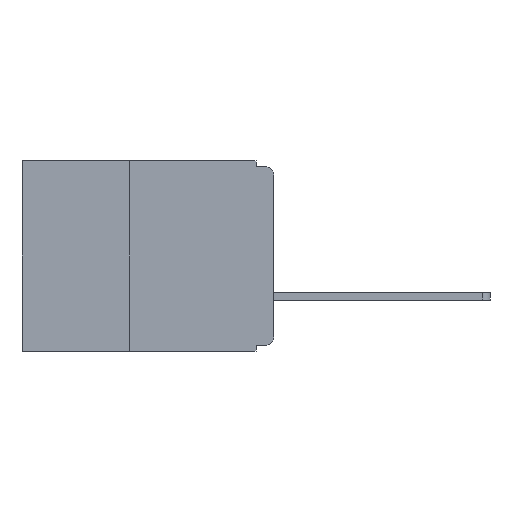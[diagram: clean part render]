
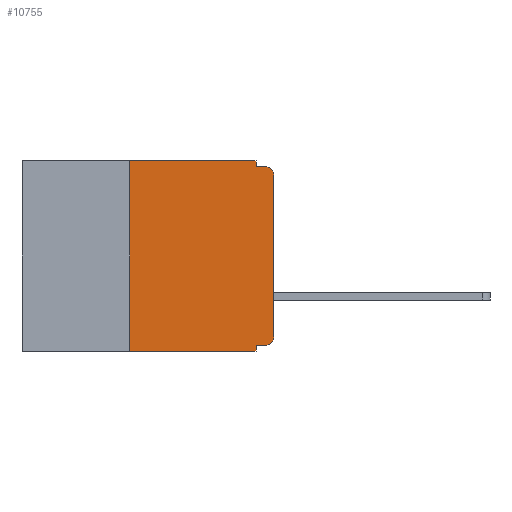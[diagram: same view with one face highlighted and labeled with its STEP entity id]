
A CAD part, left-side view. The second image highlights one B-rep face of the part: STEP entity #10755.
In plain terms, the highlighted planar face has unit normal (-1, 0, 0).
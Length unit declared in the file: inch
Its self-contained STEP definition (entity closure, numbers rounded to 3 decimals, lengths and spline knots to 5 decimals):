
#316 = DIRECTION ( 'NONE',  ( 1., 0., 0. ) ) ;
#372 = EDGE_CURVE ( 'NONE', #8725, #11218, #9481, .T. ) ;
#475 = EDGE_CURVE ( 'NONE', #10570, #925, #4292, .T. ) ;
#595 = EDGE_CURVE ( 'NONE', #7060, #8523, #3615, .T. ) ;
#614 = EDGE_CURVE ( 'NONE', #11218, #925, #3264, .T. ) ;
#713 = EDGE_CURVE ( 'NONE', #7060, #8725, #2729, .T. ) ;
#724 = CARTESIAN_POINT ( 'NONE',  ( 0., 0.437, 0. ) ) ;
#925 = VERTEX_POINT ( 'NONE', #9335 ) ;
#951 = VERTEX_POINT ( 'NONE', #12553 ) ;
#966 = VERTEX_POINT ( 'NONE', #989 ) ;
#989 = CARTESIAN_POINT ( 'NONE',  ( 0., 0.25, -0.33 ) ) ;
#1273 = CARTESIAN_POINT ( 'NONE',  ( 0., 0., 0. ) ) ;
#1452 = EDGE_LOOP ( 'NONE', ( #9038, #9219, #9454, #9570, #9785, #9962, #10188, #10397, #10677, #10808 ) ) ;
#1610 = DIRECTION ( 'NONE',  ( 0., 0., -1. ) ) ;
#1809 = DIRECTION ( 'NONE',  ( 0., 1., 0. ) ) ;
#2013 = DIRECTION ( 'NONE',  ( 0., -1., 0. ) ) ;
#2046 = DIRECTION ( 'NONE',  ( -1., 0., 0. ) ) ;
#2053 = VECTOR ( 'NONE', #7676, 39.37008 ) ;
#2069 = LINE ( 'NONE', #8045, #2053 ) ;
#2163 = CARTESIAN_POINT ( 'NONE',  ( 0., 0., -0.305 ) ) ;
#2188 = EDGE_CURVE ( 'NONE', #10123, #10570, #4150, .T. ) ;
#2272 = EDGE_CURVE ( 'NONE', #966, #10016, #3209, .T. ) ;
#2286 = DIRECTION ( 'NONE',  ( 0., 0., 1. ) ) ;
#2295 = EDGE_CURVE ( 'NONE', #966, #951, #2518, .T. ) ;
#2370 = EDGE_CURVE ( 'NONE', #8523, #951, #2069, .T. ) ;
#2419 = VECTOR ( 'NONE', #9826, 39.37008 ) ;
#2518 = LINE ( 'NONE', #10023, #2419 ) ;
#2522 = VECTOR ( 'NONE', #9062, 39.37008 ) ;
#2729 = CIRCLE ( 'NONE', #3080, 0.015 ) ;
#2973 = CARTESIAN_POINT ( 'NONE',  ( 0., 0., -0.32 ) ) ;
#2987 = CARTESIAN_POINT ( 'NONE',  ( 0., 0.437, 0. ) ) ;
#3080 = AXIS2_PLACEMENT_3D ( 'NONE', #9976, #2046, #5920 ) ;
#3209 = LINE ( 'NONE', #10836, #2522 ) ;
#3264 = CIRCLE ( 'NONE', #3351, 0.015 ) ;
#3319 = FACE_OUTER_BOUND ( 'NONE', #1452, .T. ) ;
#3351 = AXIS2_PLACEMENT_3D ( 'NONE', #10674, #10649, #1610 ) ;
#3415 = VECTOR ( 'NONE', #1809, 39.37008 ) ;
#3615 = LINE ( 'NONE', #2973, #3415 ) ;
#3782 = VECTOR ( 'NONE', #2013, 39.37008 ) ;
#4015 = LINE ( 'NONE', #724, #11265 ) ;
#4114 = VECTOR ( 'NONE', #12214, 39.37008 ) ;
#4122 = PLANE ( 'NONE',  #9576 ) ;
#4150 = LINE ( 'NONE', #12091, #4114 ) ;
#4189 = CARTESIAN_POINT ( 'NONE',  ( 0., 0.031, 0. ) ) ;
#4292 = LINE ( 'NONE', #9824, #3782 ) ;
#5920 = DIRECTION ( 'NONE',  ( 0., 0., -1. ) ) ;
#6228 = CARTESIAN_POINT ( 'NONE',  ( 0., 0.25, 0. ) ) ;
#6428 = VECTOR ( 'NONE', #2286, 39.37008 ) ;
#7060 = VERTEX_POINT ( 'NONE', #11561 ) ;
#7463 = EDGE_CURVE ( 'NONE', #10016, #10123, #4015, .T. ) ;
#7676 = DIRECTION ( 'NONE',  ( 0., 0., -1. ) ) ;
#7935 = CARTESIAN_POINT ( 'NONE',  ( 0., 0., -0.025 ) ) ;
#8045 = CARTESIAN_POINT ( 'NONE',  ( 0., 0.031, -0.33 ) ) ;
#8055 = CARTESIAN_POINT ( 'NONE',  ( 0., 0.031, -0.32 ) ) ;
#8523 = VERTEX_POINT ( 'NONE', #8055 ) ;
#8574 = DIRECTION ( 'NONE',  ( 0., -1., 0. ) ) ;
#8725 = VERTEX_POINT ( 'NONE', #2163 ) ;
#8998 = CARTESIAN_POINT ( 'NONE',  ( 0., 0.031, -0.01 ) ) ;
#9038 = ORIENTED_EDGE ( 'NONE', *, *, #372, .T. ) ;
#9062 = DIRECTION ( 'NONE',  ( 0., 0., 1. ) ) ;
#9219 = ORIENTED_EDGE ( 'NONE', *, *, #614, .T. ) ;
#9335 = CARTESIAN_POINT ( 'NONE',  ( 0., 0.015, -0.01 ) ) ;
#9454 = ORIENTED_EDGE ( 'NONE', *, *, #475, .F. ) ;
#9481 = LINE ( 'NONE', #1273, #6428 ) ;
#9570 = ORIENTED_EDGE ( 'NONE', *, *, #2188, .F. ) ;
#9576 = AXIS2_PLACEMENT_3D ( 'NONE', #2987, #316, #11070 ) ;
#9785 = ORIENTED_EDGE ( 'NONE', *, *, #7463, .F. ) ;
#9824 = CARTESIAN_POINT ( 'NONE',  ( 0., 0., -0.01 ) ) ;
#9826 = DIRECTION ( 'NONE',  ( 0., -1., 0. ) ) ;
#9962 = ORIENTED_EDGE ( 'NONE', *, *, #2272, .F. ) ;
#9976 = CARTESIAN_POINT ( 'NONE',  ( 0., 0.015, -0.305 ) ) ;
#10016 = VERTEX_POINT ( 'NONE', #6228 ) ;
#10023 = CARTESIAN_POINT ( 'NONE',  ( 0., 0.437, -0.33 ) ) ;
#10123 = VERTEX_POINT ( 'NONE', #4189 ) ;
#10188 = ORIENTED_EDGE ( 'NONE', *, *, #2295, .T. ) ;
#10397 = ORIENTED_EDGE ( 'NONE', *, *, #2370, .F. ) ;
#10570 = VERTEX_POINT ( 'NONE', #8998 ) ;
#10649 = DIRECTION ( 'NONE',  ( -1., 0., 0. ) ) ;
#10674 = CARTESIAN_POINT ( 'NONE',  ( 0., 0.015, -0.025 ) ) ;
#10677 = ORIENTED_EDGE ( 'NONE', *, *, #595, .F. ) ;
#10755 = ADVANCED_FACE ( 'NONE', ( #3319 ), #4122, .F. ) ;
#10808 = ORIENTED_EDGE ( 'NONE', *, *, #713, .T. ) ;
#10836 = CARTESIAN_POINT ( 'NONE',  ( 0., 0.25, -0.33 ) ) ;
#11070 = DIRECTION ( 'NONE',  ( 0., 0., -1. ) ) ;
#11218 = VERTEX_POINT ( 'NONE', #7935 ) ;
#11265 = VECTOR ( 'NONE', #8574, 39.37008 ) ;
#11561 = CARTESIAN_POINT ( 'NONE',  ( 0., 0.015, -0.32 ) ) ;
#12091 = CARTESIAN_POINT ( 'NONE',  ( 0., 0.031, 0. ) ) ;
#12214 = DIRECTION ( 'NONE',  ( 0., 0., -1. ) ) ;
#12553 = CARTESIAN_POINT ( 'NONE',  ( 0., 0.031, -0.33 ) ) ;
